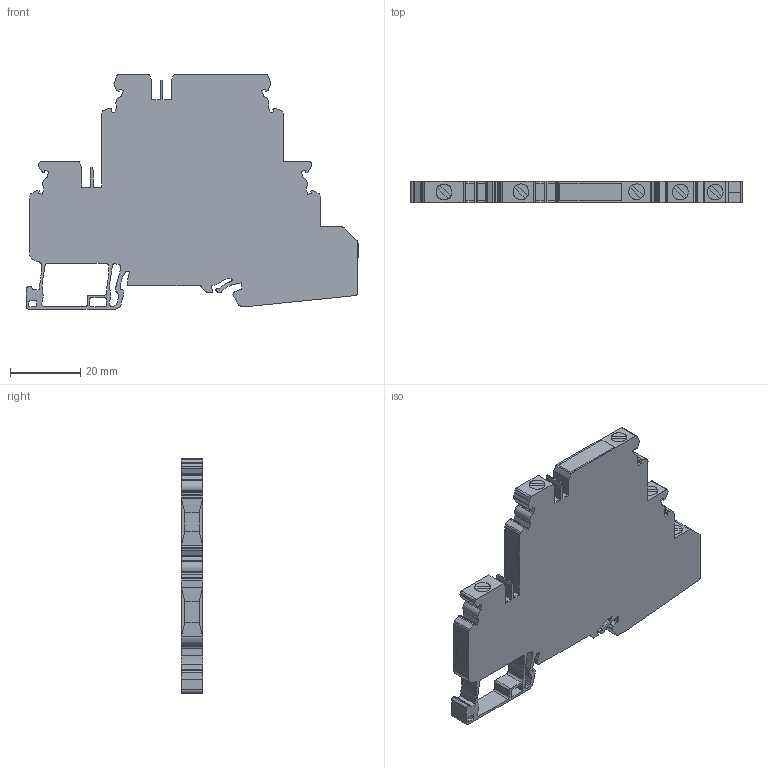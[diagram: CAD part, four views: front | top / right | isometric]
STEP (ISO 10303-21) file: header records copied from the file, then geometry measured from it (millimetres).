
FILE_DESCRIPTION(/* description */ ('Unknown'),/* implementation_level */ '2;1');
FILE_NAME(/* name */ 'CYDLGF4FT',/* time_stamp */ '2018-07-31T09:35:53+05:00',/* author */ ('Unknown'),/* organization */ ('Unknown'),/* preprocessor_version */ 'ST-DEVELOPER v16.7',/* originating_system */ 'DEX',/* authorisation */ $);
FILE_SCHEMA (('AUTOMOTIVE_DESIGN {1 0 10303 214 3 1 1}'));
Length unit declared in the file: millimetre
Products named in the file (1): CYDLGF4FT
Bounding box: 94.52 x 6 x 66.8 mm (x, y, z)
Volume: 25219.8 mm3; surface area: 11621.6 mm2
Topology: 1 solids, 1 shells, 407 faces, 1163 edges, 764 vertices
Faces by surface type: plane 269, cylinder 138
Full cylindrical faces by diameter (mm): 4.5 x5
Entity records: 16058 total; most frequent: CARTESIAN_POINT 2320, ORIENTED_EDGE 2306, DIRECTION 2260, EDGE_CURVE 1153, LINE 862, VECTOR 862, VERTEX_POINT 759, AXIS2_PLACEMENT_3D 699
